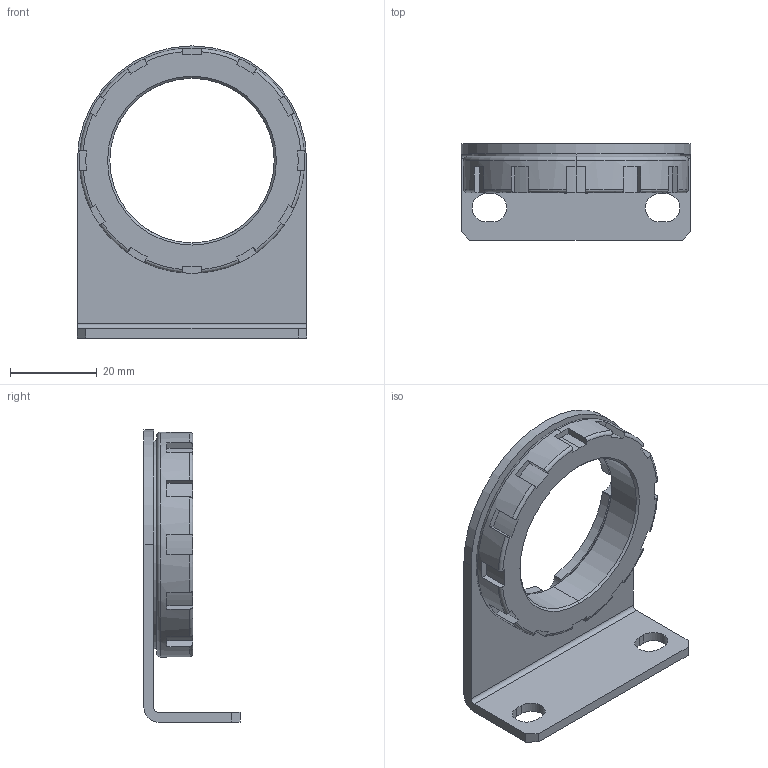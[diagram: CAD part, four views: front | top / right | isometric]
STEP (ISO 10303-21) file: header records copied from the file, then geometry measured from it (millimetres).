
FILE_DESCRIPTION (( 'STEP AP214' ), '1' );
FILE_NAME ('AR33P-270AS.STEP', '2015-06-04T04:36:43', ( 'SONIC' ), ( 'UNITCOM PC' ), 'SwSTEP 2.0', 'SolidWorks 2014', '' );
FILE_SCHEMA (( 'AUTOMOTIVE_DESIGN' ));
Length unit declared in the file: millimetre
Products named in the file (3): AR33P-270AS; AR33P-260S_30
Assembly tree (2 placements, depth 2):
  AR33P-270AS
    AR33P-270AS
    AR33P-260S_30
Bounding box: 53 x 22.2 x 67.5 mm (x, y, z)
Volume: 15052.2 mm3; surface area: 11556 mm2
Topology: 2 solids, 2 shells, 109 faces, 306 edges, 202 vertices
Faces by surface type: plane 52, cylinder 39, torus 14, cone 4
Entity records: 3804 total; most frequent: CARTESIAN_POINT 794, DIRECTION 632, ORIENTED_EDGE 612, EDGE_CURVE 306, AXIS2_PLACEMENT_3D 236, VERTEX_POINT 202, VECTOR 160, LINE 160
